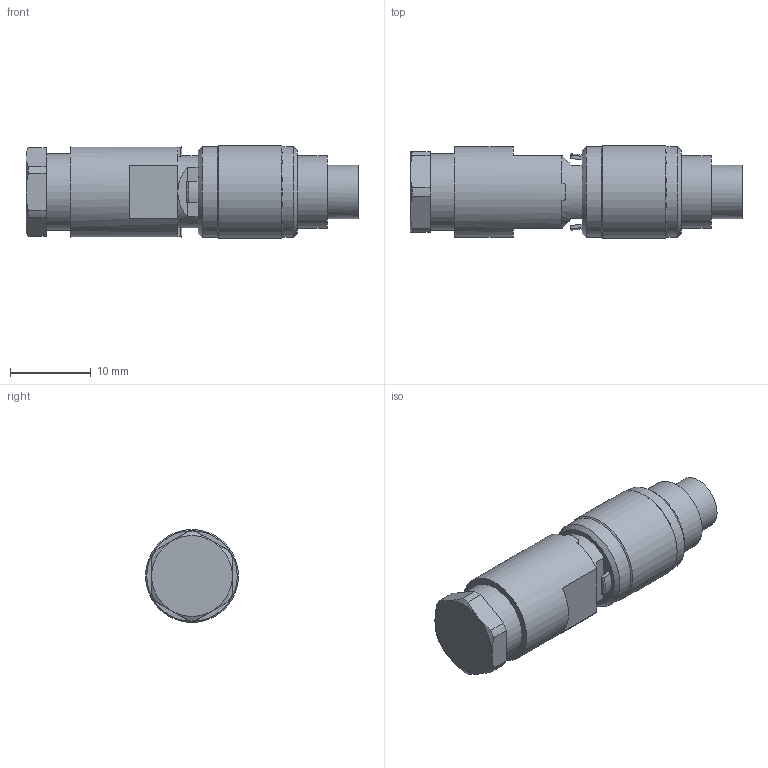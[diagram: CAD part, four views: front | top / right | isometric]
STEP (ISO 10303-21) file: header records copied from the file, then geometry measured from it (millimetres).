
FILE_DESCRIPTION(/* description */ (''),/* implementation_level */ '2;1');
FILE_NAME(/* name */ '99_0409_00_04_001_00.stp',/* time_stamp */ '2014-10-16T15:47:26+02:00',/* author */ (''),/* organization */ (''),/* preprocessor_version */ 'ST-DEVELOPER v14',/* originating_system */ 'SIEMENS PLM Software NX 8.0',/* authorisation */ '');
FILE_SCHEMA (('AP203_CONFIGURATION_CONTROLLED_3D_DESIGN_OF_MECHANICAL_PARTS_AND_ASSEMBLIES_MIM_LF { 1 0 10303 403 2 1 2}'));
Length unit declared in the file: millimetre
Products named in the file (1): cerl14800A32j2nd
Bounding box: 41.1 x 11.5 x 11.5 mm (x, y, z)
Volume: 3256.5 mm3; surface area: 1836.8 mm2
Topology: 1 solids, 2 shells, 133 faces, 328 edges, 205 vertices
Faces by surface type: plane 56, cylinder 36, cone 18, bspline 17, sphere 4, extrusion 2
Full cylindrical faces by diameter (mm): 1 x4, 6 x1, 6.6 x1, 9 x1, 9.5 x1, 11.2 x3, 11.5 x1
Entity records: 4342 total; most frequent: CARTESIAN_POINT 1413, ORIENTED_EDGE 576, DIRECTION 558, EDGE_CURVE 288, AXIS2_PLACEMENT_3D 215, VERTEX_POINT 193, EDGE_LOOP 167, ADVANCED_FACE 133
